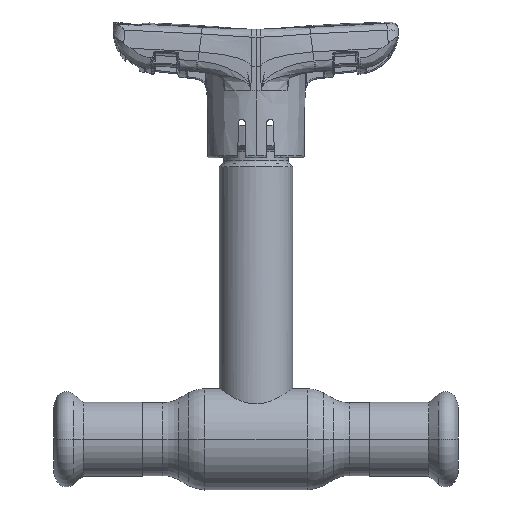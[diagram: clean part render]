
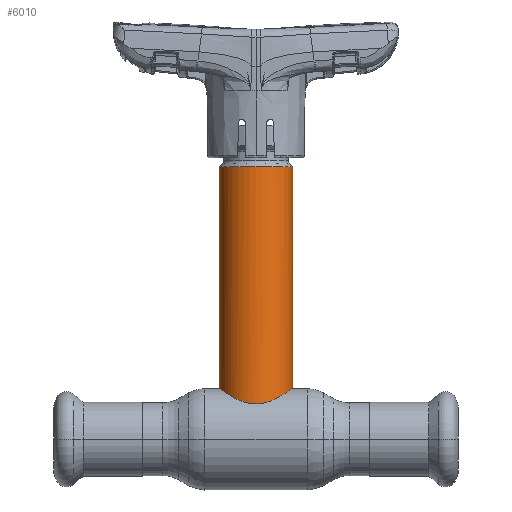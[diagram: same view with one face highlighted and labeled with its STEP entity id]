
A CAD part, top view. The second image highlights one B-rep face of the part: STEP entity #6010.
In plain terms, the highlighted cylindrical face has radius 9 mm (diameter 18 mm), a partial arc.
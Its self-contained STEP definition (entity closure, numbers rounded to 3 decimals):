
#352 = CARTESIAN_POINT ( 'NONE',  ( 7.753, 11.632, 4.607 ) ) ;
#675 = CARTESIAN_POINT ( 'NONE',  ( 6.537, 10.861, 6.192 ) ) ;
#996 = CARTESIAN_POINT ( 'NONE',  ( 8.688, 12.277, 2.426 ) ) ;
#1328 = CARTESIAN_POINT ( 'NONE',  ( -5.487, 10.257, 7.156 ) ) ;
#1646 = CARTESIAN_POINT ( 'NONE',  ( -3.248, 9.26, 8.398 ) ) ;
#1649 = CARTESIAN_POINT ( 'NONE',  ( -9., 0., 0. ) ) ;
#2291 = CARTESIAN_POINT ( 'NONE',  ( -2.403, 8.997, 8.678 ) ) ;
#2348 = CARTESIAN_POINT ( 'NONE',  ( -9., 67.169, 0. ) ) ;
#5523 = ORIENTED_EDGE ( 'NONE', *, *, #18613, .T. ) ;
#6010 = ADVANCED_FACE ( 'NONE', ( #7298 ), #41166, .T. ) ;
#6448 = CARTESIAN_POINT ( 'NONE',  ( -4.05, 9.561, 8.058 ) ) ;
#7075 = CARTESIAN_POINT ( 'NONE',  ( -7.746, 11.629, 4.592 ) ) ;
#7298 = FACE_OUTER_BOUND ( 'NONE', #33758, .T. ) ;
#7388 = CARTESIAN_POINT ( 'NONE',  ( -8.494, 12.14, 2.992 ) ) ;
#9760 = ORIENTED_EDGE ( 'NONE', *, *, #26037, .T. ) ;
#10886 = CARTESIAN_POINT ( 'NONE',  ( 3.784, 9.461, 8.171 ) ) ;
#10908 = CARTESIAN_POINT ( 'NONE',  ( -8.156, 11.907, 3.816 ) ) ;
#11539 = CARTESIAN_POINT ( 'NONE',  ( 2.419, 8.987, 8.69 ) ) ;
#12161 = CARTESIAN_POINT ( 'NONE',  ( -1.224, 8.755, 8.922 ) ) ;
#12990 = DIRECTION ( 'NONE',  ( 0., -1., 0. ) ) ;
#13431 = VECTOR ( 'NONE', #40999, 1000. ) ;
#14291 = CARTESIAN_POINT ( 'NONE',  ( 9., 12.5, 0. ) ) ;
#15004 = CARTESIAN_POINT ( 'NONE',  ( 8.921, 12.443, 1.229 ) ) ;
#15317 = CARTESIAN_POINT ( 'NONE',  ( 9., 12.5, 0.306 ) ) ;
#15626 = CARTESIAN_POINT ( 'NONE',  ( 4.551, 9.793, 7.77 ) ) ;
#16287 = CARTESIAN_POINT ( 'NONE',  ( -8.676, 12.268, 2.414 ) ) ;
#18613 = EDGE_CURVE ( 'NONE', #55189, #28835, #29905, .T. ) ;
#20781 = CARTESIAN_POINT ( 'NONE',  ( 9., 12.5, 0. ) ) ;
#20800 = CARTESIAN_POINT ( 'NONE',  ( -2.114, 8.924, 8.753 ) ) ;
#21438 = DIRECTION ( 'NONE',  ( -1., 0., 0. ) ) ;
#21738 = CARTESIAN_POINT ( 'NONE',  ( 1.225, 8.756, 8.921 ) ) ;
#21740 = LINE ( 'NONE', #1649, #37092 ) ;
#21785 = LINE ( 'NONE', #46088, #13431 ) ;
#21914 = EDGE_CURVE ( 'NONE', #41816, #55189, #21740, .T. ) ;
#24305 = CARTESIAN_POINT ( 'NONE',  ( 5.931, 10.503, 6.794 ) ) ;
#26037 = EDGE_CURVE ( 'NONE', #50944, #41816, #36398, .T. ) ;
#26218 = CARTESIAN_POINT ( 'NONE',  ( -8.389, 12.068, 3.272 ) ) ;
#26539 = CARTESIAN_POINT ( 'NONE',  ( -2.97, 9.165, 8.501 ) ) ;
#27703 = DIRECTION ( 'NONE',  ( -1., 0., 0. ) ) ;
#28128 = ORIENTED_EDGE ( 'NONE', *, *, #21914, .T. ) ;
#28835 = VERTEX_POINT ( 'NONE', #14291 ) ;
#29098 = CARTESIAN_POINT ( 'NONE',  ( -9., 12.5, 0. ) ) ;
#29405 = CARTESIAN_POINT ( 'NONE',  ( 7.268, 11.316, 5.316 ) ) ;
#29905 = B_SPLINE_CURVE_WITH_KNOTS ( 'NONE', 3,
 ( #35188, #54677, #55633, #50208, #16287, #7388, #26218, #10908, #30700, #7075, #31317, #46039, #50841, #45722, #1328, #41251, #6448, #1646, #26539, #2291, #20800, #30382, #12161, #55003, #49887, #60746, #40305, #21738, #35823, #11539, #31004, #10886, #39319, #15626, #44750, #44109, #24305, #675, #30362, #39645, #29405, #352, #59139, #59462, #996, #44423, #15004, #58174, #15317, #20781 ),
 .UNSPECIFIED., .F., .F.,
 ( 4, 2, 2, 2, 2, 2, 2, 2, 2, 2, 2, 2, 2, 2, 2, 2, 2, 2, 2, 2, 2, 2, 2, 2, 4 ),
 ( 0., 0.002, 0.003, 0.004, 0.005, 0.006, 0.007, 0.009, 0.011, 0.012, 0.013, 0.014, 0.015, 0.016, 0.017, 0.018, 0.019, 0.02, 0.022, 0.023, 0.024, 0.026, 0.028, 0.028, 0.029 ),
 .UNSPECIFIED. ) ;
#30362 = CARTESIAN_POINT ( 'NONE',  ( 6.731, 10.979, 5.981 ) ) ;
#30382 = CARTESIAN_POINT ( 'NONE',  ( -1.525, 8.803, 8.875 ) ) ;
#30700 = CARTESIAN_POINT ( 'NONE',  ( -8.027, 11.819, 4.08 ) ) ;
#31004 = CARTESIAN_POINT ( 'NONE',  ( 2.98, 9.159, 8.512 ) ) ;
#31317 = CARTESIAN_POINT ( 'NONE',  ( -7.592, 11.527, 4.842 ) ) ;
#33758 = EDGE_LOOP ( 'NONE', ( #51484, #9760, #28128, #5523 ) ) ;
#35188 = CARTESIAN_POINT ( 'NONE',  ( -9., 12.5, 0. ) ) ;
#35823 = CARTESIAN_POINT ( 'NONE',  ( 1.53, 8.804, 8.874 ) ) ;
#36398 = CIRCLE ( 'NONE', #39500, 9. ) ;
#36455 = DIRECTION ( 'NONE',  ( 0., -1., 0. ) ) ;
#37092 = VECTOR ( 'NONE', #59794, 1000. ) ;
#39319 = CARTESIAN_POINT ( 'NONE',  ( 4.046, 9.569, 8.044 ) ) ;
#39500 = AXIS2_PLACEMENT_3D ( 'NONE', #50216, #36455, #21438 ) ;
#39645 = CARTESIAN_POINT ( 'NONE',  ( 7.096, 11.206, 5.543 ) ) ;
#40305 = CARTESIAN_POINT ( 'NONE',  ( 0.617, 8.691, 8.984 ) ) ;
#40999 = DIRECTION ( 'NONE',  ( 0., -1., 0. ) ) ;
#41166 = CYLINDRICAL_SURFACE ( 'NONE', #58492, 9. ) ;
#41251 = CARTESIAN_POINT ( 'NONE',  ( -4.549, 9.787, 7.786 ) ) ;
#41816 = VERTEX_POINT ( 'NONE', #2348 ) ;
#44109 = CARTESIAN_POINT ( 'NONE',  ( 5.496, 10.261, 7.15 ) ) ;
#44423 = CARTESIAN_POINT ( 'NONE',  ( 8.874, 12.409, 1.533 ) ) ;
#44750 = CARTESIAN_POINT ( 'NONE',  ( 4.793, 9.909, 7.623 ) ) ;
#45722 = CARTESIAN_POINT ( 'NONE',  ( -5.93, 10.503, 6.793 ) ) ;
#46039 = CARTESIAN_POINT ( 'NONE',  ( -7.101, 11.208, 5.56 ) ) ;
#46088 = CARTESIAN_POINT ( 'NONE',  ( 9., 0., 0. ) ) ;
#46254 = CARTESIAN_POINT ( 'NONE',  ( 0., 0., 0. ) ) ;
#49121 = EDGE_CURVE ( 'NONE', #50944, #28835, #21785, .T. ) ;
#49887 = CARTESIAN_POINT ( 'NONE',  ( -0.301, 8.674, 9. ) ) ;
#50208 = CARTESIAN_POINT ( 'NONE',  ( -8.752, 12.323, 2.119 ) ) ;
#50216 = CARTESIAN_POINT ( 'NONE',  ( 0., 67.169, 0. ) ) ;
#50841 = CARTESIAN_POINT ( 'NONE',  ( -6.736, 10.978, 5.996 ) ) ;
#50944 = VERTEX_POINT ( 'NONE', #56986 ) ;
#51484 = ORIENTED_EDGE ( 'NONE', *, *, #49121, .F. ) ;
#54677 = CARTESIAN_POINT ( 'NONE',  ( -9., 12.5, 0.621 ) ) ;
#55003 = CARTESIAN_POINT ( 'NONE',  ( -0.611, 8.691, 8.985 ) ) ;
#55189 = VERTEX_POINT ( 'NONE', #29098 ) ;
#55633 = CARTESIAN_POINT ( 'NONE',  ( -8.936, 12.454, 1.228 ) ) ;
#56986 = CARTESIAN_POINT ( 'NONE',  ( 9., 67.169, 0. ) ) ;
#58174 = CARTESIAN_POINT ( 'NONE',  ( 8.984, 12.489, 0.613 ) ) ;
#58492 = AXIS2_PLACEMENT_3D ( 'NONE', #46254, #12990, #27703 ) ;
#59139 = CARTESIAN_POINT ( 'NONE',  ( 8.034, 11.823, 4.099 ) ) ;
#59462 = CARTESIAN_POINT ( 'NONE',  ( 8.506, 12.148, 3. ) ) ;
#59794 = DIRECTION ( 'NONE',  ( 0., -1., 0. ) ) ;
#60746 = CARTESIAN_POINT ( 'NONE',  ( 0.312, 8.675, 9. ) ) ;
